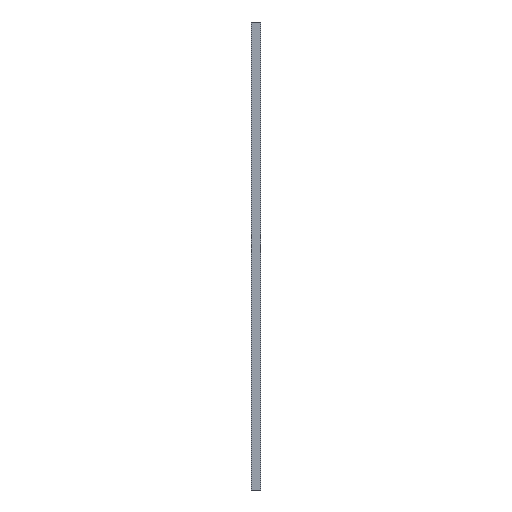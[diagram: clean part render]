
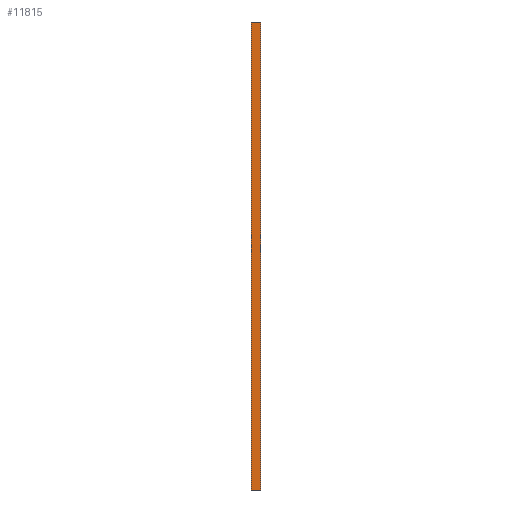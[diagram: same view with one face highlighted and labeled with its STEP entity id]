
A CAD part, left-side view. The second image highlights one B-rep face of the part: STEP entity #11815.
In plain terms, the highlighted planar face has unit normal (-1, 0, 0).
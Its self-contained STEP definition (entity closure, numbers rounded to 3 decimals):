
#29 = VECTOR ( 'NONE', #6108, 1000. ) ;
#257 = PLANE ( 'NONE',  #11320 ) ;
#817 = CARTESIAN_POINT ( 'NONE',  ( 0., 118., -3000. ) ) ;
#911 = CARTESIAN_POINT ( 'NONE',  ( 0., 0., -3000. ) ) ;
#1328 = CARTESIAN_POINT ( 'NONE',  ( 0., 0., 3000. ) ) ;
#1619 = VERTEX_POINT ( 'NONE', #911 ) ;
#2871 = LINE ( 'NONE', #817, #3594 ) ;
#3594 = VECTOR ( 'NONE', #6986, 1000. ) ;
#3730 = FACE_OUTER_BOUND ( 'NONE', #6507, .T. ) ;
#3963 = VECTOR ( 'NONE', #6972, 1000. ) ;
#4311 = DIRECTION ( 'NONE',  ( 0., 0., -1. ) ) ;
#4861 = VECTOR ( 'NONE', #4311, 1000. ) ;
#5498 = CARTESIAN_POINT ( 'NONE',  ( 0., 118., -3000. ) ) ;
#5536 = LINE ( 'NONE', #14409, #29 ) ;
#6108 = DIRECTION ( 'NONE',  ( 0., 0., -1. ) ) ;
#6438 = CARTESIAN_POINT ( 'NONE',  ( 0., 118., 3000. ) ) ;
#6507 = EDGE_LOOP ( 'NONE', ( #13567, #9867, #9255, #6639 ) ) ;
#6639 = ORIENTED_EDGE ( 'NONE', *, *, #9419, .T. ) ;
#6972 = DIRECTION ( 'NONE',  ( 0., -1., 0. ) ) ;
#6986 = DIRECTION ( 'NONE',  ( 0., -1., 0. ) ) ;
#8346 = CARTESIAN_POINT ( 'NONE',  ( 0., 118., 3000. ) ) ;
#9090 = VERTEX_POINT ( 'NONE', #1328 ) ;
#9255 = ORIENTED_EDGE ( 'NONE', *, *, #9832, .F. ) ;
#9284 = VERTEX_POINT ( 'NONE', #6438 ) ;
#9419 = EDGE_CURVE ( 'NONE', #9284, #13114, #9461, .T. ) ;
#9442 = EDGE_CURVE ( 'NONE', #13114, #1619, #2871, .T. ) ;
#9461 = LINE ( 'NONE', #11444, #4861 ) ;
#9774 = DIRECTION ( 'NONE',  ( 0., 0., -1. ) ) ;
#9832 = EDGE_CURVE ( 'NONE', #9284, #9090, #11481, .T. ) ;
#9867 = ORIENTED_EDGE ( 'NONE', *, *, #12489, .F. ) ;
#11320 = AXIS2_PLACEMENT_3D ( 'NONE', #12081, #13288, #9774 ) ;
#11444 = CARTESIAN_POINT ( 'NONE',  ( 0., 118., 3000. ) ) ;
#11481 = LINE ( 'NONE', #8346, #3963 ) ;
#11815 = ADVANCED_FACE ( 'NONE', ( #3730 ), #257, .F. ) ;
#12081 = CARTESIAN_POINT ( 'NONE',  ( 0., 118., 3000. ) ) ;
#12489 = EDGE_CURVE ( 'NONE', #9090, #1619, #5536, .T. ) ;
#13114 = VERTEX_POINT ( 'NONE', #5498 ) ;
#13288 = DIRECTION ( 'NONE',  ( 1., 0., 0. ) ) ;
#13567 = ORIENTED_EDGE ( 'NONE', *, *, #9442, .T. ) ;
#14409 = CARTESIAN_POINT ( 'NONE',  ( 0., 0., 3000. ) ) ;
